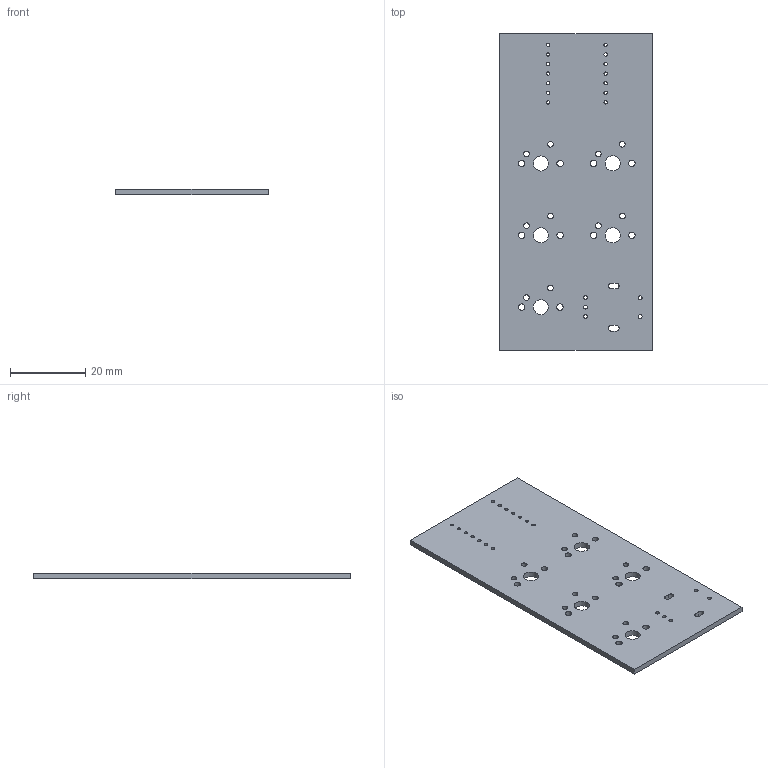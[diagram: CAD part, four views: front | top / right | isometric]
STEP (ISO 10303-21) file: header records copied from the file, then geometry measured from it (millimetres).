
FILE_DESCRIPTION(('KiCad electronic assembly'),'2;1');
FILE_NAME('hackpad.step','2026-01-18T22:29:15',('Pcbnew'),('Kicad'), 'Open CASCADE STEP processor 7.9','KiCad to STEP converter','Unknown' );
FILE_SCHEMA(('AUTOMOTIVE_DESIGN { 1 0 10303 214 1 1 1 1 }'));
Length unit declared in the file: millimetre
Products named in the file (2): hackpad 1; hackpad_PCB
Assembly tree (1 placements, depth 2):
  hackpad 1
    hackpad_PCB
Bounding box: 40.48 x 83.98 x 1.51 mm (x, y, z)
Volume: 4947.6 mm3; surface area: 7280.5 mm2
Topology: 1 solids, 1 shells, 58 faces, 168 edges, 112 vertices
Faces by surface type: cylinder 48, plane 10
Full cylindrical faces by diameter (mm): 0.889 x14, 1 x5, 1.5 x10, 1.7 x10, 4 x5
Entity records: 2189 total; most frequent: DIRECTION 384, CARTESIAN_POINT 340, ORIENTED_EDGE 336, EDGE_CURVE 168, AXIS2_PLACEMENT_3D 156, FACE_BOUND 150, EDGE_LOOP 150, VERTEX_POINT 112
